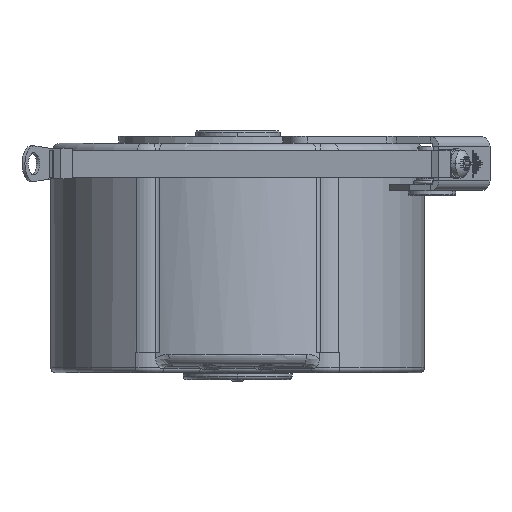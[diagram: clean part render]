
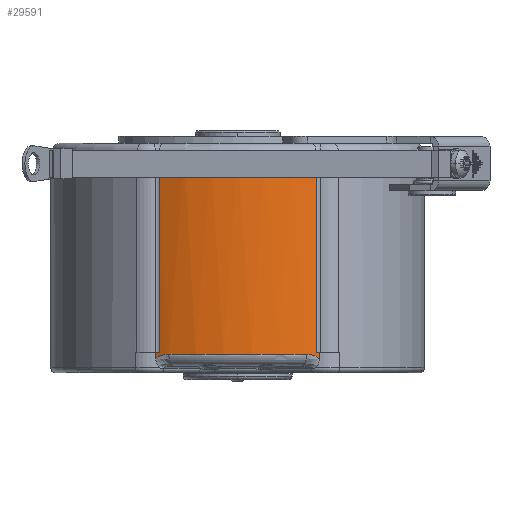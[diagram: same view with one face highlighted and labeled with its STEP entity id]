
A CAD part, front view. The second image highlights one B-rep face of the part: STEP entity #29591.
In plain terms, the highlighted cylindrical face has radius 53 mm (diameter 106 mm), a partial arc.
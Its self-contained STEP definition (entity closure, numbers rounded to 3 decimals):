
#6590=DIRECTION('',(0.,0.,-1.));
#6591=VECTOR('',#6590,58.5);
#6592=CARTESIAN_POINT('',(-23.08,-47.711,8.3));
#6593=LINE('',#6592,#6591);
#6608=CARTESIAN_POINT('',(0.,0.,-50.2));
#6609=DIRECTION('',(0.,0.,1.));
#6610=DIRECTION('',(0.435,-0.9,0.));
#6611=AXIS2_PLACEMENT_3D('',#6608,#6609,#6610);
#6613=DIRECTION('',(0.,0.,-1.));
#6614=VECTOR('',#6613,1.909);
#6615=CARTESIAN_POINT('',(24.096,-47.206,-50.2));
#6616=LINE('',#6615,#6614);
#6617=CARTESIAN_POINT('',(24.096,-47.206,
-52.109));
#6618=CARTESIAN_POINT('',(24.025,-47.242,
-52.042));
#6619=CARTESIAN_POINT('',(23.875,-47.318,
-51.912));
#6620=CARTESIAN_POINT('',(23.631,-47.44,
-51.725));
#6621=CARTESIAN_POINT('',(23.368,-47.57,
-51.549));
#6622=CARTESIAN_POINT('',(23.086,-47.708,
-51.385));
#6623=CARTESIAN_POINT('',(22.785,-47.853,
-51.235));
#6624=CARTESIAN_POINT('',(22.464,-48.004,
-51.1));
#6625=CARTESIAN_POINT('',(22.125,-48.161,
-50.982));
#6626=CARTESIAN_POINT('',(21.769,-48.323,
-50.882));
#6627=CARTESIAN_POINT('',(21.397,-48.489,
-50.802));
#6628=CARTESIAN_POINT('',(21.01,-48.658,
-50.744));
#6629=CARTESIAN_POINT('',(20.611,-48.829,
-50.708));
#6630=CARTESIAN_POINT('',(20.338,-48.943,
-50.7));
#6631=CARTESIAN_POINT('',(20.2,-49.,-50.7));
#6633=CARTESIAN_POINT('',(0.,0.,-50.7));
#6634=DIRECTION('',(0.,0.,-1.));
#6635=DIRECTION('',(0.381,-0.925,0.));
#6636=AXIS2_PLACEMENT_3D('',#6633,#6634,#6635);
#6638=CARTESIAN_POINT('',(-20.2,-49.,-50.7));
#6639=CARTESIAN_POINT('',(-20.338,-48.943,
-50.7));
#6640=CARTESIAN_POINT('',(-20.611,-48.829,
-50.708));
#6641=CARTESIAN_POINT('',(-21.011,-48.658,
-50.744));
#6642=CARTESIAN_POINT('',(-21.398,-48.489,
-50.802));
#6643=CARTESIAN_POINT('',(-21.77,-48.323,
-50.882));
#6644=CARTESIAN_POINT('',(-22.126,-48.161,
-50.982));
#6645=CARTESIAN_POINT('',(-22.464,-48.004,
-51.1));
#6646=CARTESIAN_POINT('',(-22.785,-47.853,
-51.235));
#6647=CARTESIAN_POINT('',(-23.086,-47.708,
-51.385));
#6648=CARTESIAN_POINT('',(-23.368,-47.571,
-51.549));
#6649=CARTESIAN_POINT('',(-23.631,-47.44,
-51.725));
#6650=CARTESIAN_POINT('',(-23.875,-47.318,
-51.912));
#6651=CARTESIAN_POINT('',(-24.025,-47.242,
-52.042));
#6652=CARTESIAN_POINT('',(-24.096,-47.206,
-52.109));
#6654=DIRECTION('',(0.,0.,1.));
#6655=VECTOR('',#6654,1.909);
#6656=CARTESIAN_POINT('',(-24.096,-47.206,
-52.109));
#6657=LINE('',#6656,#6655);
#6658=CARTESIAN_POINT('',(0.,0.,-50.2));
#6659=DIRECTION('',(0.,0.,1.));
#6660=DIRECTION('',(-0.455,-0.891,0.));
#6661=AXIS2_PLACEMENT_3D('',#6658,#6659,#6660);
#6663=CARTESIAN_POINT('',(0.,0.,8.3));
#6664=DIRECTION('',(0.,0.,-1.));
#6665=DIRECTION('',(0.435,-0.9,0.));
#6666=AXIS2_PLACEMENT_3D('',#6663,#6664,#6665);
#6677=DIRECTION('',(0.,0.,1.));
#6678=VECTOR('',#6677,58.5);
#6679=CARTESIAN_POINT('',(23.08,-47.711,-50.2));
#6680=LINE('',#6679,#6678);
#18422=VERTEX_POINT('',#6638);
#18423=VERTEX_POINT('',#6652);
#18425=CARTESIAN_POINT('',(20.2,-49.,-50.7));
#18426=VERTEX_POINT('',#18425);
#18430=VERTEX_POINT('',#6617);
#20234=CARTESIAN_POINT('',(23.08,-47.711,8.3));
#20235=CARTESIAN_POINT('',(-23.08,-47.711,8.3));
#20236=VERTEX_POINT('',#20234);
#20237=VERTEX_POINT('',#20235);
#20748=CARTESIAN_POINT('',(-24.096,-47.206,-50.2));
#20749=CARTESIAN_POINT('',(-23.08,-47.711,-50.2));
#20750=VERTEX_POINT('',#20748);
#20751=VERTEX_POINT('',#20749);
#20752=CARTESIAN_POINT('',(23.08,-47.711,-50.2));
#20753=CARTESIAN_POINT('',(24.096,-47.206,-50.2));
#20754=VERTEX_POINT('',#20752);
#20755=VERTEX_POINT('',#20753);
#29566=CARTESIAN_POINT('',(0.,0.,-54.2));
#29567=DIRECTION('',(0.,0.,1.));
#29568=DIRECTION('',(1.,0.,0.));
#29569=AXIS2_PLACEMENT_3D('',#29566,#29567,#29568);
#29570=CYLINDRICAL_SURFACE('',#29569,53.);
#29572=ORIENTED_EDGE('',*,*,#29571,.F.);
#29574=ORIENTED_EDGE('',*,*,#29573,.T.);
#29576=ORIENTED_EDGE('',*,*,#29575,.T.);
#29578=ORIENTED_EDGE('',*,*,#29577,.T.);
#29580=ORIENTED_EDGE('',*,*,#29579,.T.);
#29582=ORIENTED_EDGE('',*,*,#29581,.T.);
#29584=ORIENTED_EDGE('',*,*,#29583,.T.);
#29586=ORIENTED_EDGE('',*,*,#29585,.T.);
#29587=ORIENTED_EDGE('',*,*,#29549,.F.);
#29588=ORIENTED_EDGE('',*,*,#28831,.F.);
#29589=EDGE_LOOP('',(#29572,#29574,#29576,#29578,#29580,#29582,#29584,#29586,
#29587,#29588));
#29590=FACE_OUTER_BOUND('',#29589,.F.);
#6612=CIRCLE('',#6611,53.);
#6632=B_SPLINE_CURVE_WITH_KNOTS('',3,(#6617,#6618,#6619,#6620,#6621,#6622,#6623,
#6624,#6625,#6626,#6627,#6628,#6629,#6630,#6631),.UNSPECIFIED.,.F.,.F.,(4,1,1,1,
1,1,1,1,1,1,1,1,4),(0.,0.083,0.167,0.25,
0.333,0.417,0.5,0.583,0.667,
0.75,0.833,0.917,1.),.UNSPECIFIED.);
#6637=CIRCLE('',#6636,53.);
#6653=B_SPLINE_CURVE_WITH_KNOTS('',3,(#6638,#6639,#6640,#6641,#6642,#6643,#6644,
#6645,#6646,#6647,#6648,#6649,#6650,#6651,#6652),.UNSPECIFIED.,.F.,.F.,(4,1,1,1,
1,1,1,1,1,1,1,1,4),(0.,0.083,0.167,0.25,
0.333,0.417,0.5,0.583,0.667,
0.75,0.833,0.917,1.),.UNSPECIFIED.);
#6662=CIRCLE('',#6661,53.);
#6667=CIRCLE('',#6666,53.);
#28831=EDGE_CURVE('',#20236,#20237,#6667,.T.);
#29549=EDGE_CURVE('',#20237,#20751,#6593,.T.);
#29571=EDGE_CURVE('',#20754,#20236,#6680,.T.);
#29573=EDGE_CURVE('',#20754,#20755,#6612,.T.);
#29575=EDGE_CURVE('',#20755,#18430,#6616,.T.);
#29577=EDGE_CURVE('',#18430,#18426,#6632,.T.);
#29579=EDGE_CURVE('',#18426,#18422,#6637,.T.);
#29581=EDGE_CURVE('',#18422,#18423,#6653,.T.);
#29583=EDGE_CURVE('',#18423,#20750,#6657,.T.);
#29585=EDGE_CURVE('',#20750,#20751,#6662,.T.);
#29591=ADVANCED_FACE('',(#29590),#29570,.T.);
